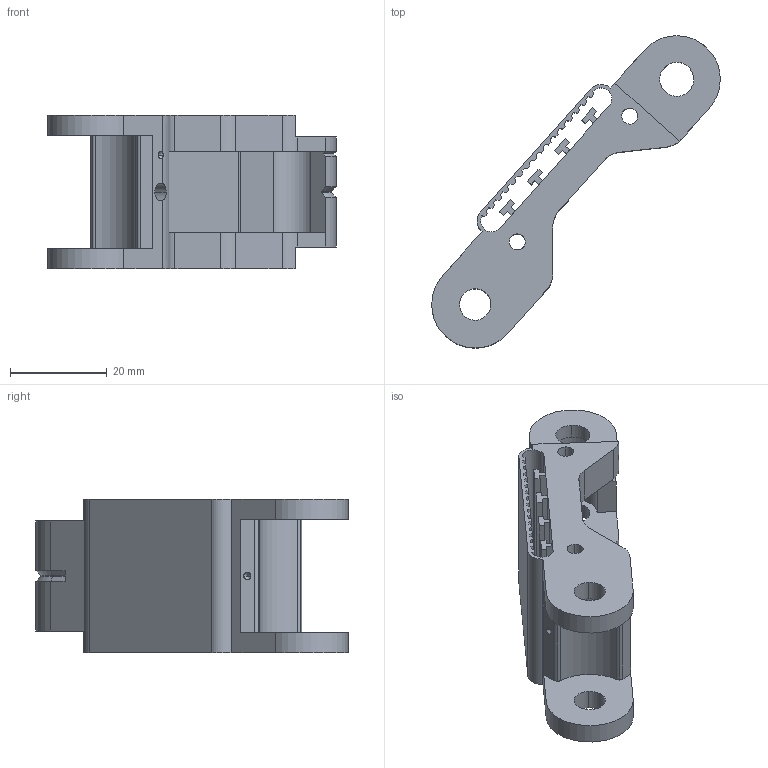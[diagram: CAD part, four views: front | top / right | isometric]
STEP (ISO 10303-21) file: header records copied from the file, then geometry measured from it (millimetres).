
FILE_DESCRIPTION (( 'STEP AP203' ), '1' );
FILE_NAME ('finger_pp_ext_A_t42.STEP', '2015-02-27T22:17:25', ( '' ), ( '' ), 'SwSTEP 2.0', 'SolidWorks 2013', '' );
FILE_SCHEMA (( 'CONFIG_CONTROL_DESIGN' ));
Length unit declared in the file: millimetre
Products named in the file (1): finger_pp_ext_A_t42
Bounding box: 59.66 x 64.58 x 31.75 mm (x, y, z)
Volume: 18250.8 mm3; surface area: 13505 mm2
Topology: 1 solids, 1 shells, 184 faces, 538 edges, 353 vertices
Faces by surface type: plane 134, cylinder 41, cone 9
Entity records: 6153 total; most frequent: CARTESIAN_POINT 1102, ORIENTED_EDGE 1068, DIRECTION 996, EDGE_CURVE 534, VECTOR 430, LINE 430, VERTEX_POINT 353, AXIS2_PLACEMENT_3D 283
